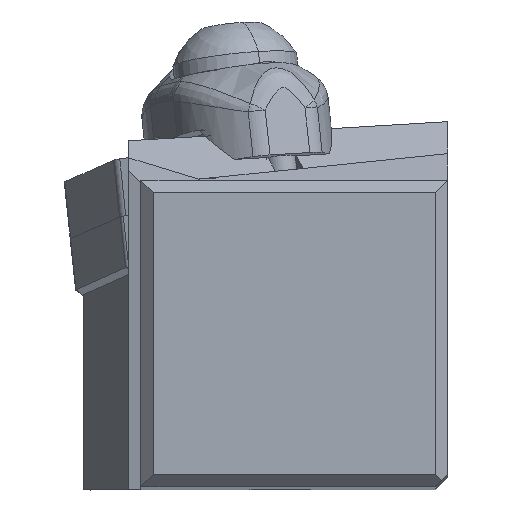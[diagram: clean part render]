
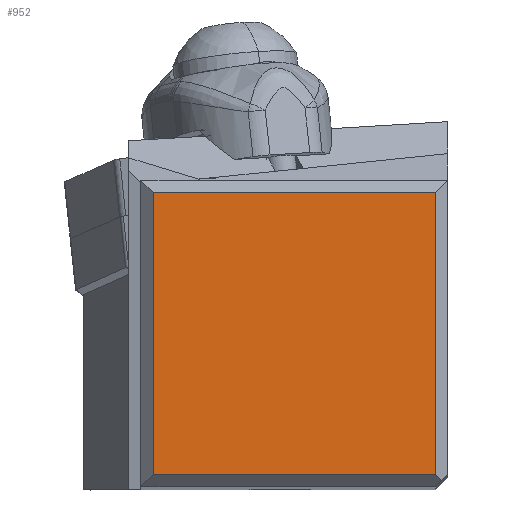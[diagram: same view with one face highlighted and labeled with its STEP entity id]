
A CAD part, top view. The second image highlights one B-rep face of the part: STEP entity #952.
In plain terms, the highlighted planar face has unit normal (0, 0, 1).
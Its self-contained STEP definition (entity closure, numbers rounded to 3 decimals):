
#688=FACE_OUTER_BOUND('',#1330,.T.);
#952=ADVANCED_FACE('',(#688),#1049,.T.);
#1049=PLANE('',#5443);
#1330=EDGE_LOOP('',(#2724,#2725,#2726,#2727));
#2724=ORIENTED_EDGE('',*,*,#4036,.T.);
#2725=ORIENTED_EDGE('',*,*,#4035,.F.);
#2726=ORIENTED_EDGE('',*,*,#3454,.F.);
#2727=ORIENTED_EDGE('',*,*,#3452,.T.);
#2934=VERTEX_POINT('',#7034);
#2935=VERTEX_POINT('',#7036);
#2936=VERTEX_POINT('',#7040);
#3302=VERTEX_POINT('',#12169);
#3452=EDGE_CURVE('',#2935,#2934,#4490,.T.);
#3454=EDGE_CURVE('',#2935,#2936,#4492,.T.);
#4035=EDGE_CURVE('',#2936,#3302,#4659,.T.);
#4036=EDGE_CURVE('',#2934,#3302,#4660,.T.);
#4490=LINE('',#7035,#4748);
#4492=LINE('',#7039,#4750);
#4659=LINE('',#12170,#4917);
#4660=LINE('',#12172,#4918);
#4748=VECTOR('',#5740,1.);
#4750=VECTOR('',#5744,1.);
#4917=VECTOR('',#6653,1.);
#4918=VECTOR('',#6656,1.);
#5443=AXIS2_PLACEMENT_3D('',#12173,#6657,#6658);
#5740=DIRECTION('',(1.,0.,0.));
#5744=DIRECTION('',(0.,1.,0.));
#6653=DIRECTION('',(1.,0.,0.));
#6656=DIRECTION('',(0.,1.,0.));
#6657=DIRECTION('',(0.,0.,1.));
#6658=DIRECTION('',(-1.,0.,0.));
#7034=CARTESIAN_POINT('',(-1.,1.,0.));
#7035=CARTESIAN_POINT('',(-24.4,1.,0.));
#7036=CARTESIAN_POINT('',(-24.4,1.,0.));
#7039=CARTESIAN_POINT('',(-24.4,1.,0.));
#7040=CARTESIAN_POINT('',(-24.4,24.4,0.));
#12169=CARTESIAN_POINT('',(-1.,24.4,0.));
#12170=CARTESIAN_POINT('',(-24.4,24.4,0.));
#12172=CARTESIAN_POINT('',(-1.,1.,0.));
#12173=CARTESIAN_POINT('',(-12.7,12.7,0.));
